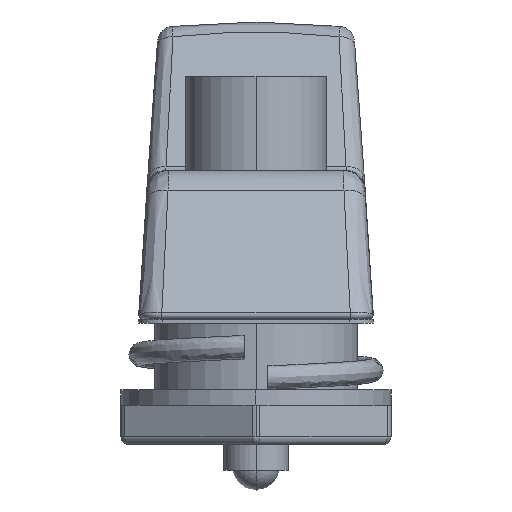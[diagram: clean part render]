
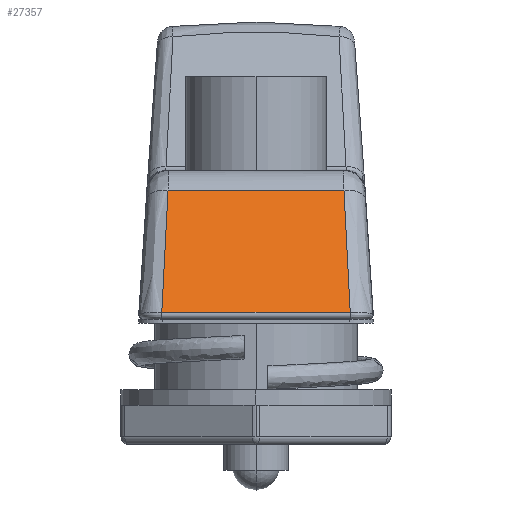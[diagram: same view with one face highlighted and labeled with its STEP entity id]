
A CAD part, left-side view. The second image highlights one B-rep face of the part: STEP entity #27357.
In plain terms, the highlighted planar face has unit normal (-0.865, 0, 0.501).
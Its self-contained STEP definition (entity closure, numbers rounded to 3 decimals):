
#18223 = CARTESIAN_POINT ( 'NONE',  ( -24.479, 12.035, 0.901 ) ) ;
#18225 = CARTESIAN_POINT ( 'NONE',  ( -24.126, 11.998, 1.509 ) ) ;
#18226 = CARTESIAN_POINT ( 'NONE',  ( -23.568, 11.943, 2.473 ) ) ;
#18657 = CARTESIAN_POINT ( 'NONE',  ( -24.479, -12.035, 0.901 ) ) ;
#18658 = CARTESIAN_POINT ( 'NONE',  ( -24.479, 12.035, 0.901 ) ) ;
#18732 = DIRECTION ( 'NONE',  ( 0., 1., 0. ) ) ;
#18733 = VECTOR ( 'NONE', #18732, 1000. ) ;
#18734 = CARTESIAN_POINT ( 'NONE',  ( -15.444, 15., 16.505 ) ) ;
#18735 = LINE ( 'NONE', #18734, #18733 ) ;
#18744 = B_SPLINE_CURVE_WITH_KNOTS ( 'NONE', 3,
 ( #18790, #18789, #18788, #18787, #18786, #18785, #18784, #18783, #18782, #18781, #18780, #18779, #18778, #18777, #18776, #18775, #18774, #18773, #18772, #18771, #18770, #18769, #18768, #18767, #18766, #18765, #18764, #18226, #18225, #18223 ),
 .UNSPECIFIED., .F., .F.,
 ( 4, 1, 2, 2, 1, 1, 1, 1, 1, 1, 2, 2, 1, 1, 1, 1, 2, 2, 1, 1, 1, 4 ),
 ( 0., 0.235, 0.25, 0.252, 0.253, 0.257, 0.264, 0.294, 0.353, 0.47, 0.5, 0.514, 0.529, 0.588, 0.705, 0.735, 0.749, 0.753, 0.757, 0.764, 0.823, 0.94 ),
 .UNSPECIFIED. ) ;
#18764 = CARTESIAN_POINT ( 'NONE',  ( -22.94, 11.887, 3.557 ) ) ;
#18765 = CARTESIAN_POINT ( 'NONE',  ( -22.695, 11.865, 3.981 ) ) ;
#18766 = CARTESIAN_POINT ( 'NONE',  ( -22.656, 11.862, 4.048 ) ) ;
#18767 = CARTESIAN_POINT ( 'NONE',  ( -22.63, 11.86, 4.093 ) ) ;
#18768 = CARTESIAN_POINT ( 'NONE',  ( -22.615, 11.858, 4.119 ) ) ;
#18769 = CARTESIAN_POINT ( 'NONE',  ( -22.577, 11.855, 4.186 ) ) ;
#18770 = CARTESIAN_POINT ( 'NONE',  ( -22.482, 11.847, 4.35 ) ) ;
#18771 = CARTESIAN_POINT ( 'NONE',  ( -22.102, 11.815, 5.006 ) ) ;
#18772 = CARTESIAN_POINT ( 'NONE',  ( -21.485, 11.765, 6.071 ) ) ;
#18773 = CARTESIAN_POINT ( 'NONE',  ( -20.765, 11.708, 7.316 ) ) ;
#18774 = CARTESIAN_POINT ( 'NONE',  ( -20.464, 11.685, 7.835 ) ) ;
#18775 = CARTESIAN_POINT ( 'NONE',  ( -20.341, 11.675, 8.047 ) ) ;
#18776 = CARTESIAN_POINT ( 'NONE',  ( -20.278, 11.67, 8.156 ) ) ;
#18777 = CARTESIAN_POINT ( 'NONE',  ( -20.093, 11.656, 8.476 ) ) ;
#18778 = CARTESIAN_POINT ( 'NONE',  ( -19.492, 11.609, 9.514 ) ) ;
#18779 = CARTESIAN_POINT ( 'NONE',  ( -18.775, 11.552, 10.752 ) ) ;
#18780 = CARTESIAN_POINT ( 'NONE',  ( -18.207, 11.506, 11.733 ) ) ;
#18781 = CARTESIAN_POINT ( 'NONE',  ( -17.978, 11.486, 12.128 ) ) ;
#18782 = CARTESIAN_POINT ( 'NONE',  ( -17.887, 11.478, 12.285 ) ) ;
#18783 = CARTESIAN_POINT ( 'NONE',  ( -17.859, 11.476, 12.334 ) ) ;
#18784 = CARTESIAN_POINT ( 'NONE',  ( -17.847, 11.475, 12.355 ) ) ;
#18785 = CARTESIAN_POINT ( 'NONE',  ( -17.839, 11.474, 12.369 ) ) ;
#18786 = CARTESIAN_POINT ( 'NONE',  ( -17.837, 11.474, 12.373 ) ) ;
#18787 = CARTESIAN_POINT ( 'NONE',  ( -17.778, 11.469, 12.474 ) ) ;
#18788 = CARTESIAN_POINT ( 'NONE',  ( -16.901, 11.392, 13.99 ) ) ;
#18789 = CARTESIAN_POINT ( 'NONE',  ( -16.11, 11.313, 15.355 ) ) ;
#18790 = CARTESIAN_POINT ( 'NONE',  ( -15.444, 11.237, 16.505 ) ) ;
#18795 = DIRECTION ( 'NONE',  ( 0., -1., 0. ) ) ;
#18796 = VECTOR ( 'NONE', #18795, 1000. ) ;
#18797 = CARTESIAN_POINT ( 'NONE',  ( -24.479, 15., 0.901 ) ) ;
#18798 = LINE ( 'NONE', #18797, #18796 ) ;
#18926 = PLANE ( 'NONE',  #19000 ) ;
#18927 = FACE_OUTER_BOUND ( 'NONE', #27358, .T. ) ;
#18997 = DIRECTION ( 'NONE',  ( -0.501, 0., -0.865 ) ) ;
#18998 = DIRECTION ( 'NONE',  ( 0.865, 0., -0.501 ) ) ;
#18999 = CARTESIAN_POINT ( 'NONE',  ( -25., 15., 0. ) ) ;
#19000 = AXIS2_PLACEMENT_3D ( 'NONE', #18999, #18998, #18997 ) ;
#19159 = CARTESIAN_POINT ( 'NONE',  ( -22.615, -11.858, 4.119 ) ) ;
#19160 = CARTESIAN_POINT ( 'NONE',  ( -22.63, -11.86, 4.093 ) ) ;
#19161 = CARTESIAN_POINT ( 'NONE',  ( -22.656, -11.862, 4.048 ) ) ;
#19162 = CARTESIAN_POINT ( 'NONE',  ( -22.695, -11.865, 3.981 ) ) ;
#19163 = CARTESIAN_POINT ( 'NONE',  ( -22.94, -11.887, 3.557 ) ) ;
#19164 = CARTESIAN_POINT ( 'NONE',  ( -23.568, -11.943, 2.473 ) ) ;
#19165 = CARTESIAN_POINT ( 'NONE',  ( -24.126, -11.998, 1.509 ) ) ;
#19166 = CARTESIAN_POINT ( 'NONE',  ( -24.479, -12.035, 0.901 ) ) ;
#19173 = B_SPLINE_CURVE_WITH_KNOTS ( 'NONE', 3,
 ( #19166, #19165, #19164, #19163, #19162, #19161, #19160, #19159, #19245, #19244, #19243, #19242, #19241, #19240, #19239, #19238, #19237, #19236, #19235, #19234, #19233, #19232, #19231, #19230, #19229, #19228, #19227, #19226, #19225, #19224 ),
 .UNSPECIFIED., .F., .F.,
 ( 4, 1, 1, 1, 2, 2, 1, 1, 1, 1, 2, 2, 1, 1, 1, 1, 1, 1, 2, 2, 1, 4 ),
 ( 0.06, 0.177, 0.236, 0.243, 0.247, 0.251, 0.265, 0.295, 0.412, 0.471, 0.486, 0.5, 0.53, 0.647, 0.706, 0.736, 0.743, 0.747, 0.748, 0.75, 0.765, 1. ),
 .UNSPECIFIED. ) ;
#19174 = CARTESIAN_POINT ( 'NONE',  ( -15.444, -11.237, 16.505 ) ) ;
#19224 = CARTESIAN_POINT ( 'NONE',  ( -15.444, -11.237, 16.505 ) ) ;
#19225 = CARTESIAN_POINT ( 'NONE',  ( -16.111, -11.313, 15.354 ) ) ;
#19226 = CARTESIAN_POINT ( 'NONE',  ( -16.901, -11.392, 13.99 ) ) ;
#19227 = CARTESIAN_POINT ( 'NONE',  ( -17.778, -11.469, 12.474 ) ) ;
#19228 = CARTESIAN_POINT ( 'NONE',  ( -17.837, -11.474, 12.373 ) ) ;
#19229 = CARTESIAN_POINT ( 'NONE',  ( -17.839, -11.474, 12.369 ) ) ;
#19230 = CARTESIAN_POINT ( 'NONE',  ( -17.847, -11.475, 12.355 ) ) ;
#19231 = CARTESIAN_POINT ( 'NONE',  ( -17.859, -11.476, 12.334 ) ) ;
#19232 = CARTESIAN_POINT ( 'NONE',  ( -17.887, -11.478, 12.285 ) ) ;
#19233 = CARTESIAN_POINT ( 'NONE',  ( -17.978, -11.486, 12.128 ) ) ;
#19234 = CARTESIAN_POINT ( 'NONE',  ( -18.207, -11.506, 11.733 ) ) ;
#19235 = CARTESIAN_POINT ( 'NONE',  ( -18.775, -11.552, 10.752 ) ) ;
#19236 = CARTESIAN_POINT ( 'NONE',  ( -19.492, -11.609, 9.514 ) ) ;
#19237 = CARTESIAN_POINT ( 'NONE',  ( -20.093, -11.656, 8.476 ) ) ;
#19238 = CARTESIAN_POINT ( 'NONE',  ( -20.278, -11.67, 8.156 ) ) ;
#19239 = CARTESIAN_POINT ( 'NONE',  ( -20.341, -11.675, 8.047 ) ) ;
#19240 = CARTESIAN_POINT ( 'NONE',  ( -20.464, -11.685, 7.835 ) ) ;
#19241 = CARTESIAN_POINT ( 'NONE',  ( -20.765, -11.708, 7.316 ) ) ;
#19242 = CARTESIAN_POINT ( 'NONE',  ( -21.485, -11.765, 6.071 ) ) ;
#19243 = CARTESIAN_POINT ( 'NONE',  ( -22.102, -11.815, 5.006 ) ) ;
#19244 = CARTESIAN_POINT ( 'NONE',  ( -22.482, -11.847, 4.35 ) ) ;
#19245 = CARTESIAN_POINT ( 'NONE',  ( -22.577, -11.855, 4.186 ) ) ;
#19277 = CARTESIAN_POINT ( 'NONE',  ( -15.444, 11.237, 16.505 ) ) ;
#27294 = VERTEX_POINT ( 'NONE', #18658 ) ;
#27295 = VERTEX_POINT ( 'NONE', #18657 ) ;
#27303 = ORIENTED_EDGE ( 'NONE', *, *, #27304, .T. ) ;
#27304 = EDGE_CURVE ( 'NONE', #27391, #27398, #18735, .T. ) ;
#27313 = EDGE_CURVE ( 'NONE', #27398, #27294, #18744, .T. ) ;
#27328 = ORIENTED_EDGE ( 'NONE', *, *, #27329, .T. ) ;
#27329 = EDGE_CURVE ( 'NONE', #27294, #27295, #18798, .T. ) ;
#27330 = ORIENTED_EDGE ( 'NONE', *, *, #27390, .T. ) ;
#27357 = ADVANCED_FACE ( 'NONE', ( #18927 ), #18926, .F. ) ;
#27358 = EDGE_LOOP ( 'NONE', ( #27359, #27328, #27330, #27303 ) ) ;
#27359 = ORIENTED_EDGE ( 'NONE', *, *, #27313, .T. ) ;
#27390 = EDGE_CURVE ( 'NONE', #27295, #27391, #19173, .T. ) ;
#27391 = VERTEX_POINT ( 'NONE', #19174 ) ;
#27398 = VERTEX_POINT ( 'NONE', #19277 ) ;
